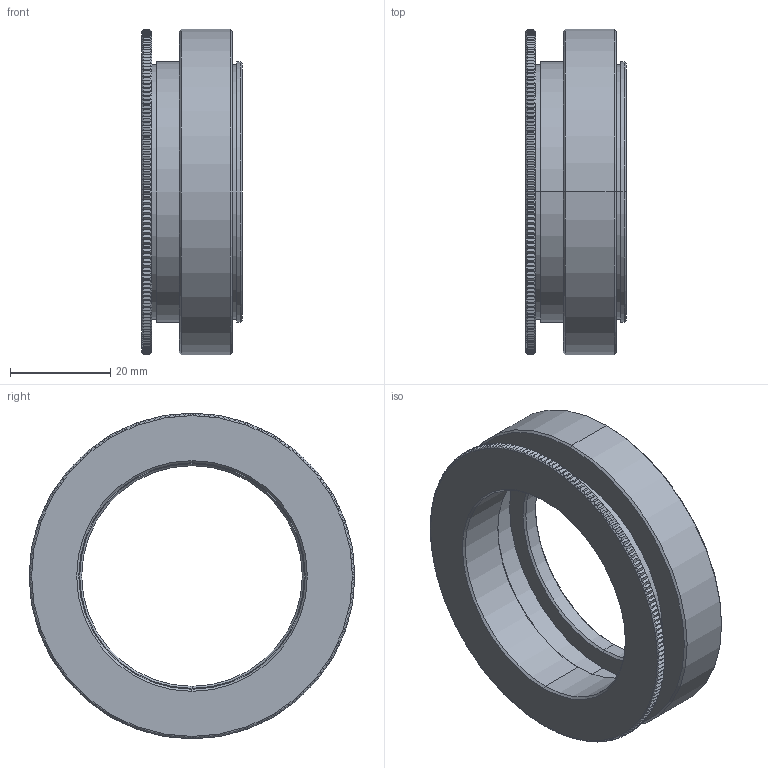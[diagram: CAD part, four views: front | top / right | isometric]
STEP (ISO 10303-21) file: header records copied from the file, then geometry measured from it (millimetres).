
FILE_DESCRIPTION (( 'STEP AP203' ), '1' );
FILE_NAME ('83340.step', '2016-01-26T18:18:20', ( 'EO' ), ( 'EO' ), 'SwSTEP 2.0', 'SolidWorks 2014', '' );
FILE_SCHEMA (( 'CONFIG_CONTROL_DESIGN' ));
Length unit declared in the file: millimetre
Products named in the file (1): 83340
Bounding box: 20 x 65 x 65 mm (x, y, z)
Volume: 21892.3 mm3; surface area: 14707.2 mm2
Topology: 2 solids, 2 shells, 651 faces, 1903 edges, 1262 vertices
Faces by surface type: plane 410, cylinder 219, cone 22
Entity records: 22422 total; most frequent: CARTESIAN_POINT 6217, ORIENTED_EDGE 3806, DIRECTION 2869, EDGE_CURVE 1903, VERTEX_POINT 1262, AXIS2_PLACEMENT_3D 1114, B_SPLINE_CURVE_WITH_KNOTS 800, EDGE_LOOP 661
